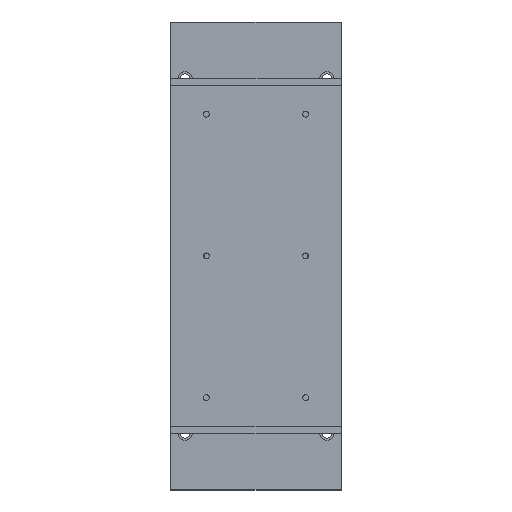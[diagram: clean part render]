
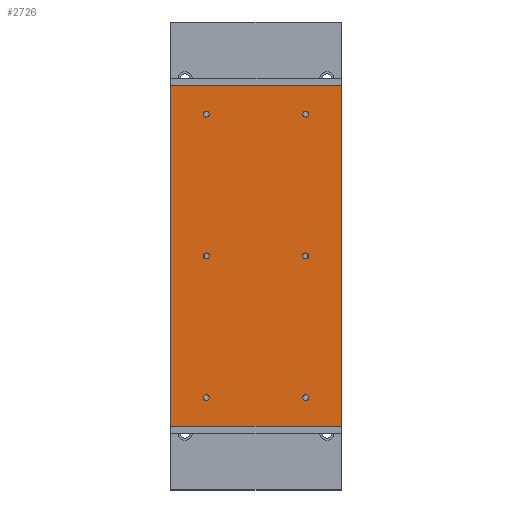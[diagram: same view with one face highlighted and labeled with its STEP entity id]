
A CAD part, top view. The second image highlights one B-rep face of the part: STEP entity #2726.
In plain terms, the highlighted planar face has unit normal (0, 0, 1).
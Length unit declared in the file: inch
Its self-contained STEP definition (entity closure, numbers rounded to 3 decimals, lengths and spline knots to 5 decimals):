
#1828=CARTESIAN_POINT('',(-1.6465,-3.0,0.591));
#1829=VERTEX_POINT('',#1828);
#1845=CARTESIAN_POINT('',(-1.8535,-3.0,0.591));
#1846=VERTEX_POINT('',#1845);
#1853=CARTESIAN_POINT('',(-1.75,-3.0,0.591));
#1854=DIRECTION('',(0.0,0.0,-1.0));
#1855=DIRECTION('',(1.0,0.0,0.0));
#1856=AXIS2_PLACEMENT_3D('',#1853,#1854,#1855);
#1857=CIRCLE('',#1856,0.1035);
#1858=EDGE_CURVE('',#1829,#1846,#1857,.T.);
#1891=CARTESIAN_POINT('',(1.8535,7.,0.591));
#1892=VERTEX_POINT('',#1891);
#1908=CARTESIAN_POINT('',(1.6465,7.,0.591));
#1909=VERTEX_POINT('',#1908);
#1916=CARTESIAN_POINT('',(1.75,7.,0.591));
#1917=DIRECTION('',(0.0,0.0,-1.0));
#1918=DIRECTION('',(1.0,0.0,0.0));
#1919=AXIS2_PLACEMENT_3D('',#1916,#1917,#1918);
#1920=CIRCLE('',#1919,0.1035);
#1921=EDGE_CURVE('',#1892,#1909,#1920,.T.);
#1954=CARTESIAN_POINT('',(1.8535,-3.0,0.591));
#1955=VERTEX_POINT('',#1954);
#1971=CARTESIAN_POINT('',(1.6465,-3.0,0.591));
#1972=VERTEX_POINT('',#1971);
#1979=CARTESIAN_POINT('',(1.75,-3.0,0.591));
#1980=DIRECTION('',(0.0,0.0,-1.0));
#1981=DIRECTION('',(1.0,0.0,0.0));
#1982=AXIS2_PLACEMENT_3D('',#1979,#1980,#1981);
#1983=CIRCLE('',#1982,0.1035);
#1984=EDGE_CURVE('',#1955,#1972,#1983,.T.);
#2017=CARTESIAN_POINT('',(-1.6465,2.,0.591));
#2018=VERTEX_POINT('',#2017);
#2034=CARTESIAN_POINT('',(-1.8535,2.,0.591));
#2035=VERTEX_POINT('',#2034);
#2042=CARTESIAN_POINT('',(-1.75,2.,0.591));
#2043=DIRECTION('',(0.0,0.0,-1.0));
#2044=DIRECTION('',(1.0,0.0,0.0));
#2045=AXIS2_PLACEMENT_3D('',#2042,#2043,#2044);
#2046=CIRCLE('',#2045,0.1035);
#2047=EDGE_CURVE('',#2018,#2035,#2046,.T.);
#2080=CARTESIAN_POINT('',(1.8535,2.,0.591));
#2081=VERTEX_POINT('',#2080);
#2097=CARTESIAN_POINT('',(1.6465,2.,0.591));
#2098=VERTEX_POINT('',#2097);
#2105=CARTESIAN_POINT('',(1.75,2.,0.591));
#2106=DIRECTION('',(0.0,0.0,-1.0));
#2107=DIRECTION('',(1.0,0.0,0.0));
#2108=AXIS2_PLACEMENT_3D('',#2105,#2106,#2107);
#2109=CIRCLE('',#2108,0.1035);
#2110=EDGE_CURVE('',#2081,#2098,#2109,.T.);
#2143=CARTESIAN_POINT('',(-1.6465,7.,0.591));
#2144=VERTEX_POINT('',#2143);
#2160=CARTESIAN_POINT('',(-1.8535,7.,0.591));
#2161=VERTEX_POINT('',#2160);
#2168=CARTESIAN_POINT('',(-1.75,7.,0.591));
#2169=DIRECTION('',(0.0,0.0,-1.0));
#2170=DIRECTION('',(1.0,0.0,0.0));
#2171=AXIS2_PLACEMENT_3D('',#2168,#2169,#2170);
#2172=CIRCLE('',#2171,0.1035);
#2173=EDGE_CURVE('',#2144,#2161,#2172,.T.);
#2205=CARTESIAN_POINT('',(-1.75,7.,0.591));
#2206=DIRECTION('',(0.0,0.0,-1.0));
#2207=DIRECTION('',(1.0,0.0,0.0));
#2208=AXIS2_PLACEMENT_3D('',#2205,#2206,#2207);
#2209=CIRCLE('',#2208,0.1035);
#2210=EDGE_CURVE('',#2161,#2144,#2209,.T.);
#2250=CARTESIAN_POINT('',(1.75,2.,0.591));
#2251=DIRECTION('',(0.0,0.0,-1.0));
#2252=DIRECTION('',(1.0,0.0,0.0));
#2253=AXIS2_PLACEMENT_3D('',#2250,#2251,#2252);
#2254=CIRCLE('',#2253,0.1035);
#2255=EDGE_CURVE('',#2098,#2081,#2254,.T.);
#2295=CARTESIAN_POINT('',(-1.75,2.,0.591));
#2296=DIRECTION('',(0.0,0.0,-1.0));
#2297=DIRECTION('',(1.0,0.0,0.0));
#2298=AXIS2_PLACEMENT_3D('',#2295,#2296,#2297);
#2299=CIRCLE('',#2298,0.1035);
#2300=EDGE_CURVE('',#2035,#2018,#2299,.T.);
#2340=CARTESIAN_POINT('',(1.75,-3.0,0.591));
#2341=DIRECTION('',(0.0,0.0,-1.0));
#2342=DIRECTION('',(1.0,0.0,0.0));
#2343=AXIS2_PLACEMENT_3D('',#2340,#2341,#2342);
#2344=CIRCLE('',#2343,0.1035);
#2345=EDGE_CURVE('',#1972,#1955,#2344,.T.);
#2385=CARTESIAN_POINT('',(1.75,7.,0.591));
#2386=DIRECTION('',(0.0,0.0,-1.0));
#2387=DIRECTION('',(1.0,0.0,0.0));
#2388=AXIS2_PLACEMENT_3D('',#2385,#2386,#2387);
#2389=CIRCLE('',#2388,0.1035);
#2390=EDGE_CURVE('',#1909,#1892,#2389,.T.);
#2430=CARTESIAN_POINT('',(-1.75,-3.0,0.591));
#2431=DIRECTION('',(0.0,0.0,-1.0));
#2432=DIRECTION('',(1.0,0.0,0.0));
#2433=AXIS2_PLACEMENT_3D('',#2430,#2431,#2432);
#2434=CIRCLE('',#2433,0.1035);
#2435=EDGE_CURVE('',#1846,#1829,#2434,.T.);
#2503=CARTESIAN_POINT('',(-3.,8.0,0.591));
#2504=VERTEX_POINT('',#2503);
#2511=CARTESIAN_POINT('',(3.,8.0,0.591));
#2512=VERTEX_POINT('',#2511);
#2513=CARTESIAN_POINT('',(3.,8.0,0.591));
#2514=DIRECTION('',(-1.0,0.0,0.0));
#2515=VECTOR('',#2514,6.);
#2516=LINE('',#2513,#2515);
#2517=EDGE_CURVE('',#2512,#2504,#2516,.T.);
#2660=CARTESIAN_POINT('',(3.,-4.0,0.591));
#2661=VERTEX_POINT('',#2660);
#2662=CARTESIAN_POINT('',(3.,-4.0,0.591));
#2663=DIRECTION('',(0.0,1.0,0.0));
#2664=VECTOR('',#2663,12.0);
#2665=LINE('',#2662,#2664);
#2666=EDGE_CURVE('',#2661,#2512,#2665,.T.);
#2679=CARTESIAN_POINT('',(0.,-4.0,0.591));
#2680=DIRECTION('',(0.0,0.0,1.0));
#2681=DIRECTION('',(1.0,0.0,0.0));
#2682=AXIS2_PLACEMENT_3D('',#2679,#2680,#2681);
#2683=PLANE('',#2682);
#2684=CARTESIAN_POINT('',(-3.,-4.0,0.591));
#2685=VERTEX_POINT('',#2684);
#2686=CARTESIAN_POINT('',(-3.,-4.0,0.591));
#2687=DIRECTION('',(0.0,1.0,0.0));
#2688=VECTOR('',#2687,12.0);
#2689=LINE('',#2686,#2688);
#2690=EDGE_CURVE('',#2685,#2504,#2689,.T.);
#2691=ORIENTED_EDGE('',*,*,#2690,.F.);
#2692=CARTESIAN_POINT('',(-3.,-4.0,0.591));
#2693=DIRECTION('',(1.0,0.0,0.0));
#2694=VECTOR('',#2693,6.);
#2695=LINE('',#2692,#2694);
#2696=EDGE_CURVE('',#2685,#2661,#2695,.T.);
#2697=ORIENTED_EDGE('',*,*,#2696,.T.);
#2698=ORIENTED_EDGE('',*,*,#2666,.T.);
#2699=ORIENTED_EDGE('',*,*,#2517,.T.);
#2700=EDGE_LOOP('',(#2691,#2697,#2698,#2699));
#2701=FACE_OUTER_BOUND('',#2700,.T.);
#2702=ORIENTED_EDGE('',*,*,#2173,.T.);
#2703=ORIENTED_EDGE('',*,*,#2210,.T.);
#2704=EDGE_LOOP('',(#2702,#2703));
#2705=FACE_BOUND('',#2704,.T.);
#2706=ORIENTED_EDGE('',*,*,#2110,.T.);
#2707=ORIENTED_EDGE('',*,*,#2255,.T.);
#2708=EDGE_LOOP('',(#2706,#2707));
#2709=FACE_BOUND('',#2708,.T.);
#2710=ORIENTED_EDGE('',*,*,#2047,.T.);
#2711=ORIENTED_EDGE('',*,*,#2300,.T.);
#2712=EDGE_LOOP('',(#2710,#2711));
#2713=FACE_BOUND('',#2712,.T.);
#2714=ORIENTED_EDGE('',*,*,#1984,.T.);
#2715=ORIENTED_EDGE('',*,*,#2345,.T.);
#2716=EDGE_LOOP('',(#2714,#2715));
#2717=FACE_BOUND('',#2716,.T.);
#2718=ORIENTED_EDGE('',*,*,#1921,.T.);
#2719=ORIENTED_EDGE('',*,*,#2390,.T.);
#2720=EDGE_LOOP('',(#2718,#2719));
#2721=FACE_BOUND('',#2720,.T.);
#2722=ORIENTED_EDGE('',*,*,#1858,.T.);
#2723=ORIENTED_EDGE('',*,*,#2435,.T.);
#2724=EDGE_LOOP('',(#2722,#2723));
#2725=FACE_BOUND('',#2724,.T.);
#2726=ADVANCED_FACE('',(#2701,#2705,#2709,#2713,#2717,#2721,#2725),#2683,.T.);
